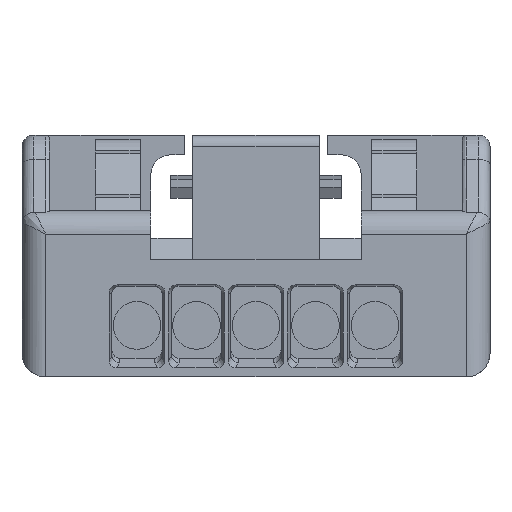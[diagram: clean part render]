
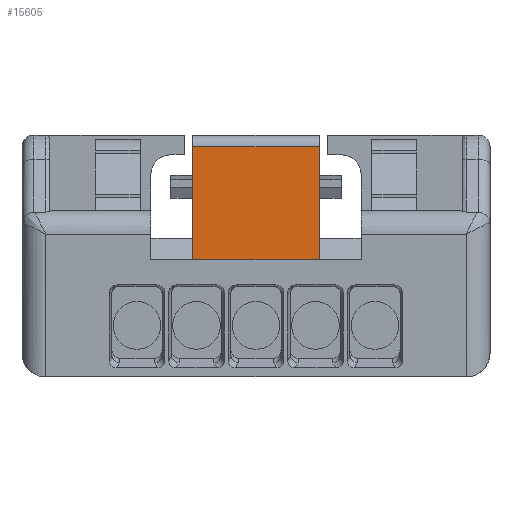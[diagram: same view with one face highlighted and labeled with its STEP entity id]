
A CAD part, front view. The second image highlights one B-rep face of the part: STEP entity #15605.
In plain terms, the highlighted planar face has unit normal (0, -1, 0).
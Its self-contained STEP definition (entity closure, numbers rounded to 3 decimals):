
#6212 = PLANE('',#6213);
#6213 = AXIS2_PLACEMENT_3D('',#6214,#6215,#6216);
#6214 = CARTESIAN_POINT('',(1.6,7.5,4.18));
#6215 = DIRECTION('',(1.,0.,0.));
#6216 = DIRECTION('',(0.,0.,-1.));
#6237 = VERTEX_POINT('',#6238);
#6238 = CARTESIAN_POINT('',(1.6,0.2,5.8));
#6253 = CYLINDRICAL_SURFACE('',#6254,0.3);
#6254 = AXIS2_PLACEMENT_3D('',#6255,#6256,#6257);
#6255 = CARTESIAN_POINT('',(1.6,0.5,5.8));
#6256 = DIRECTION('',(-1.,0.,0.));
#6257 = DIRECTION('',(0.,0.,1.));
#6265 = EDGE_CURVE('',#6237,#6266,#6268,.T.);
#6266 = VERTEX_POINT('',#6267);
#6267 = CARTESIAN_POINT('',(1.6,0.2,2.95));
#6268 = SURFACE_CURVE('',#6269,(#6273,#6280),.PCURVE_S1.);
#6269 = LINE('',#6270,#6271);
#6270 = CARTESIAN_POINT('',(1.6,0.2,6.1));
#6271 = VECTOR('',#6272,1.);
#6272 = DIRECTION('',(0.,0.,-1.));
#6273 = PCURVE('',#6212,#6274);
#6274 = DEFINITIONAL_REPRESENTATION('',(#6275),#6279);
#6275 = LINE('',#6276,#6277);
#6276 = CARTESIAN_POINT('',(-1.92,-7.3));
#6277 = VECTOR('',#6278,1.);
#6278 = DIRECTION('',(1.,0.));
#6279 = ( GEOMETRIC_REPRESENTATION_CONTEXT(2) 
PARAMETRIC_REPRESENTATION_CONTEXT() REPRESENTATION_CONTEXT('2D SPACE',''
  ) );
#6280 = PCURVE('',#6281,#6286);
#6281 = PLANE('',#6282);
#6282 = AXIS2_PLACEMENT_3D('',#6283,#6284,#6285);
#6283 = CARTESIAN_POINT('',(1.6,0.2,3.5));
#6284 = DIRECTION('',(0.,1.,0.));
#6285 = DIRECTION('',(0.,0.,1.));
#6286 = DEFINITIONAL_REPRESENTATION('',(#6287),#6291);
#6287 = LINE('',#6288,#6289);
#6288 = CARTESIAN_POINT('',(2.6,0.));
#6289 = VECTOR('',#6290,1.);
#6290 = DIRECTION('',(-1.,0.));
#6291 = ( GEOMETRIC_REPRESENTATION_CONTEXT(2) 
PARAMETRIC_REPRESENTATION_CONTEXT() REPRESENTATION_CONTEXT('2D SPACE',''
  ) );
#6309 = PLANE('',#6310);
#6310 = AXIS2_PLACEMENT_3D('',#6311,#6312,#6313);
#6311 = CARTESIAN_POINT('',(2.65,0.,2.95));
#6312 = DIRECTION('',(0.,0.,1.));
#6313 = DIRECTION('',(0.,-1.,0.));
#6745 = EDGE_CURVE('',#6746,#6748,#6750,.T.);
#6746 = VERTEX_POINT('',#6747);
#6747 = CARTESIAN_POINT('',(-1.6,0.2,5.8));
#6748 = VERTEX_POINT('',#6749);
#6749 = CARTESIAN_POINT('',(-1.6,0.2,2.95));
#6750 = SURFACE_CURVE('',#6751,(#6755,#6767),.PCURVE_S1.);
#6751 = LINE('',#6752,#6753);
#6752 = CARTESIAN_POINT('',(-1.6,0.2,3.5));
#6753 = VECTOR('',#6754,1.);
#6754 = DIRECTION('',(0.,0.,-1.));
#6755 = PCURVE('',#6756,#6761);
#6756 = PLANE('',#6757);
#6757 = AXIS2_PLACEMENT_3D('',#6758,#6759,#6760);
#6758 = CARTESIAN_POINT('',(-1.6,7.5,4.18));
#6759 = DIRECTION('',(1.,0.,0.));
#6760 = DIRECTION('',(0.,0.,-1.));
#6761 = DEFINITIONAL_REPRESENTATION('',(#6762),#6766);
#6762 = LINE('',#6763,#6764);
#6763 = CARTESIAN_POINT('',(0.68,-7.3));
#6764 = VECTOR('',#6765,1.);
#6765 = DIRECTION('',(1.,0.));
#6766 = ( GEOMETRIC_REPRESENTATION_CONTEXT(2) 
PARAMETRIC_REPRESENTATION_CONTEXT() REPRESENTATION_CONTEXT('2D SPACE',''
  ) );
#6767 = PCURVE('',#6281,#6768);
#6768 = DEFINITIONAL_REPRESENTATION('',(#6769),#6773);
#6769 = LINE('',#6770,#6771);
#6770 = CARTESIAN_POINT('',(0.,-3.2));
#6771 = VECTOR('',#6772,1.);
#6772 = DIRECTION('',(-1.,0.));
#6773 = ( GEOMETRIC_REPRESENTATION_CONTEXT(2) 
PARAMETRIC_REPRESENTATION_CONTEXT() REPRESENTATION_CONTEXT('2D SPACE',''
  ) );
#7223 = EDGE_CURVE('',#6266,#6748,#7224,.T.);
#7224 = SURFACE_CURVE('',#7225,(#7229,#7236),.PCURVE_S1.);
#7225 = LINE('',#7226,#7227);
#7226 = CARTESIAN_POINT('',(1.6,0.2,2.95));
#7227 = VECTOR('',#7228,1.);
#7228 = DIRECTION('',(-1.,0.,0.));
#7229 = PCURVE('',#6309,#7230);
#7230 = DEFINITIONAL_REPRESENTATION('',(#7231),#7235);
#7231 = LINE('',#7232,#7233);
#7232 = CARTESIAN_POINT('',(-0.2,-1.05));
#7233 = VECTOR('',#7234,1.);
#7234 = DIRECTION('',(0.,-1.));
#7235 = ( GEOMETRIC_REPRESENTATION_CONTEXT(2) 
PARAMETRIC_REPRESENTATION_CONTEXT() REPRESENTATION_CONTEXT('2D SPACE',''
  ) );
#7236 = PCURVE('',#6281,#7237);
#7237 = DEFINITIONAL_REPRESENTATION('',(#7238),#7242);
#7238 = LINE('',#7239,#7240);
#7239 = CARTESIAN_POINT('',(-0.55,0.));
#7240 = VECTOR('',#7241,1.);
#7241 = DIRECTION('',(0.,-1.));
#7242 = ( GEOMETRIC_REPRESENTATION_CONTEXT(2) 
PARAMETRIC_REPRESENTATION_CONTEXT() REPRESENTATION_CONTEXT('2D SPACE',''
  ) );
#15605 = ADVANCED_FACE('',(#15606),#6281,.F.);
#15606 = FACE_BOUND('',#15607,.T.);
#15607 = EDGE_LOOP('',(#15608,#15609,#15630,#15631));
#15608 = ORIENTED_EDGE('',*,*,#6265,.F.);
#15609 = ORIENTED_EDGE('',*,*,#15610,.T.);
#15610 = EDGE_CURVE('',#6237,#6746,#15611,.T.);
#15611 = SURFACE_CURVE('',#15612,(#15616,#15623),.PCURVE_S1.);
#15612 = LINE('',#15613,#15614);
#15613 = CARTESIAN_POINT('',(1.6,0.2,5.8));
#15614 = VECTOR('',#15615,1.);
#15615 = DIRECTION('',(-1.,0.,0.));
#15616 = PCURVE('',#6281,#15617);
#15617 = DEFINITIONAL_REPRESENTATION('',(#15618),#15622);
#15618 = LINE('',#15619,#15620);
#15619 = CARTESIAN_POINT('',(2.3,0.));
#15620 = VECTOR('',#15621,1.);
#15621 = DIRECTION('',(0.,-1.));
#15622 = ( GEOMETRIC_REPRESENTATION_CONTEXT(2) 
PARAMETRIC_REPRESENTATION_CONTEXT() REPRESENTATION_CONTEXT('2D SPACE',''
  ) );
#15623 = PCURVE('',#6253,#15624);
#15624 = DEFINITIONAL_REPRESENTATION('',(#15625),#15629);
#15625 = LINE('',#15626,#15627);
#15626 = CARTESIAN_POINT('',(4.712,0.));
#15627 = VECTOR('',#15628,1.);
#15628 = DIRECTION('',(0.,1.));
#15629 = ( GEOMETRIC_REPRESENTATION_CONTEXT(2) 
PARAMETRIC_REPRESENTATION_CONTEXT() REPRESENTATION_CONTEXT('2D SPACE',''
  ) );
#15630 = ORIENTED_EDGE('',*,*,#6745,.T.);
#15631 = ORIENTED_EDGE('',*,*,#7223,.F.);
